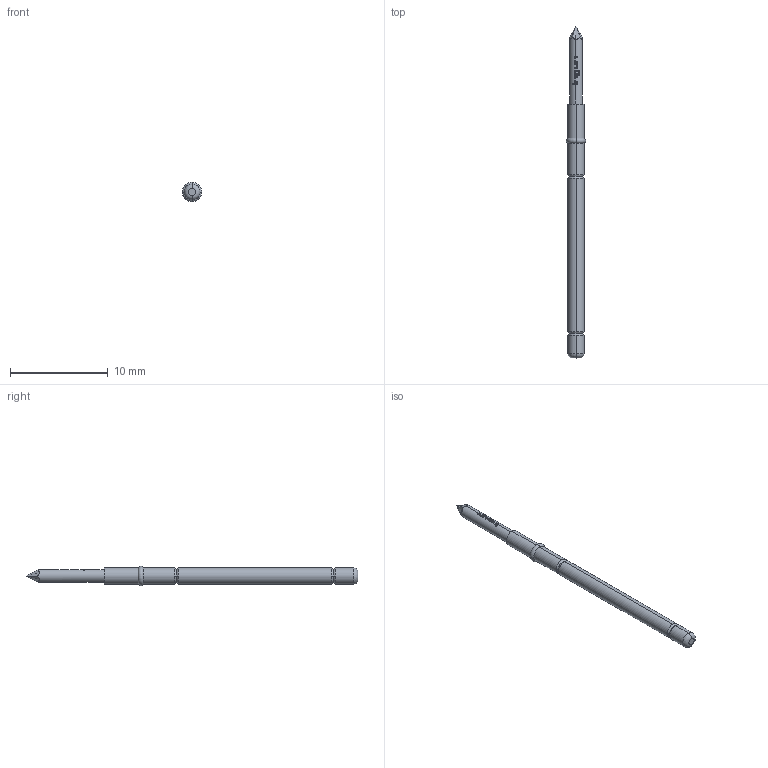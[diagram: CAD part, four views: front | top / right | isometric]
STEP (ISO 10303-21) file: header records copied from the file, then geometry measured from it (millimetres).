
FILE_DESCRIPTION (( 'STEP AP203' ), '1' );
FILE_NAME ('INGUN_GKS-912_217_130_A_xx04.STEP', '2021-09-29T13:08:23', ( 'ochi' ), ( '' ), 'SwSTEP 2.0', 'SolidWorks 2018', '' );
FILE_SCHEMA (( 'CONFIG_CONTROL_DESIGN' ));
Length unit declared in the file: millimetre
Products named in the file (1): INGUN_GKS-912_217_130_A_xx04
Bounding box: 2 x 34 x 2 mm (x, y, z)
Volume: 65.2 mm3; surface area: 169.5 mm2
Topology: 1 solids, 1 shells, 117 faces, 318 edges, 205 vertices
Faces by surface type: bspline 40, plane 36, cylinder 29, torus 12
Entity records: 4749 total; most frequent: CARTESIAN_POINT 2285, ORIENTED_EDGE 636, EDGE_CURVE 318, DIRECTION 284, B_SPLINE_CURVE_WITH_KNOTS 222, VERTEX_POINT 205, AXIS2_PLACEMENT_3D 122, EDGE_LOOP 119
